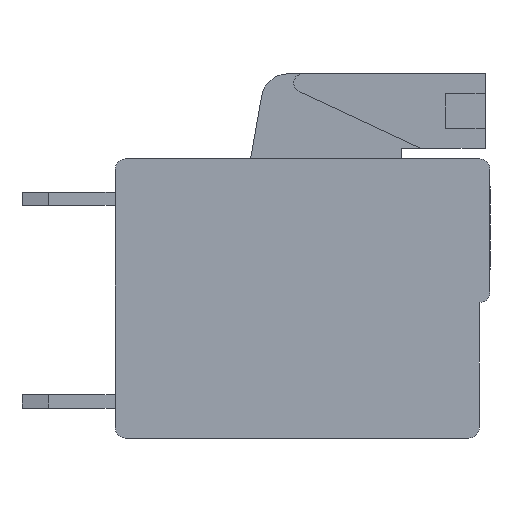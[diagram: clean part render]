
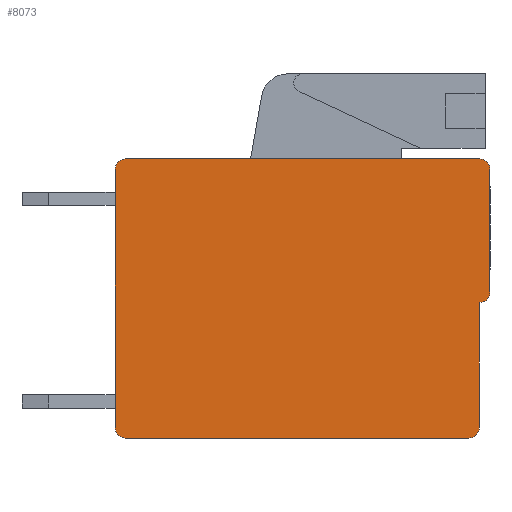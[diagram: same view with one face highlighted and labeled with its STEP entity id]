
A CAD part, front view. The second image highlights one B-rep face of the part: STEP entity #8073.
In plain terms, the highlighted planar face has unit normal (0, -1, 0).
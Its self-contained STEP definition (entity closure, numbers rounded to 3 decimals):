
#191=DIRECTION('',(-1.,0.,0.));
#192=VECTOR('',#191,13.3);
#193=CARTESIAN_POINT('',(13.7,-30.48,
0.));
#194=LINE('',#193,#192);
#1485=DIRECTION('',(0.,0.,1.));
#1486=VECTOR('',#1485,4.6);
#1487=CARTESIAN_POINT('',(14.1,-30.48,-5.));
#1488=LINE('',#1487,#1486);
#1801=DIRECTION('',(0.,0.,1.));
#1802=VECTOR('',#1801,4.7);
#1803=CARTESIAN_POINT('',(13.7,-30.48,-10.1));
#1804=LINE('',#1803,#1802);
#1809=DIRECTION('',(1.,0.,0.));
#1810=VECTOR('',#1809,12.9);
#1811=CARTESIAN_POINT('',(0.4,-30.48,
-10.5));
#1812=LINE('',#1811,#1810);
#2037=DIRECTION('',(0.,0.,-1.));
#2038=VECTOR('',#2037,9.7);
#2039=CARTESIAN_POINT('',(0.,-30.48,
-0.4));
#2040=LINE('',#2039,#2038);
#2721=CARTESIAN_POINT('',(0.4,-30.48,
-10.1));
#2722=DIRECTION('',(0.,1.,0.));
#2723=DIRECTION('',(0.,0.,-1.));
#2724=AXIS2_PLACEMENT_3D('',#2721,#2722,#2723);
#2726=CARTESIAN_POINT('',(0.4,-30.48,
-0.4));
#2727=DIRECTION('',(0.,1.,0.));
#2728=DIRECTION('',(-1.,0.,0.));
#2729=AXIS2_PLACEMENT_3D('',#2726,#2727,#2728);
#2731=CARTESIAN_POINT('',(13.7,-30.48,-0.4));
#2732=DIRECTION('',(0.,1.,0.));
#2733=DIRECTION('',(0.,0.,1.));
#2734=AXIS2_PLACEMENT_3D('',#2731,#2732,#2733);
#2736=CARTESIAN_POINT('',(13.7,-30.48,-5.));
#2737=DIRECTION('',(0.,1.,0.));
#2738=DIRECTION('',(1.,0.,0.));
#2739=AXIS2_PLACEMENT_3D('',#2736,#2737,#2738);
#2741=CARTESIAN_POINT('',(13.3,-30.48,-10.1));
#2742=DIRECTION('',(0.,1.,0.));
#2743=DIRECTION('',(1.,0.,0.));
#2744=AXIS2_PLACEMENT_3D('',#2741,#2742,#2743);
#3775=CARTESIAN_POINT('',(13.7,-30.48,
0.));
#3776=CARTESIAN_POINT('',(0.4,-30.48,
0.));
#3777=VERTEX_POINT('',#3775);
#3778=VERTEX_POINT('',#3776);
#3779=CARTESIAN_POINT('',(0.,-30.48,
-0.4));
#3780=CARTESIAN_POINT('',(0.,-30.48,
-10.1));
#3781=VERTEX_POINT('',#3779);
#3782=VERTEX_POINT('',#3780);
#3799=CARTESIAN_POINT('',(0.4,-30.48,
-10.5));
#3800=VERTEX_POINT('',#3799);
#3801=CARTESIAN_POINT('',(14.1,-30.48,-0.4));
#3802=VERTEX_POINT('',#3801);
#3803=CARTESIAN_POINT('',(14.1,-30.48,-5.));
#3804=VERTEX_POINT('',#3803);
#3805=CARTESIAN_POINT('',(13.7,-30.48,-5.4));
#3806=VERTEX_POINT('',#3805);
#3807=CARTESIAN_POINT('',(13.7,-30.48,-10.1));
#3808=VERTEX_POINT('',#3807);
#3809=CARTESIAN_POINT('',(13.3,-30.48,
-10.5));
#3810=VERTEX_POINT('',#3809);
#8056=CARTESIAN_POINT('',(7.05,-30.48,-5.25));
#8057=DIRECTION('',(0.,1.,0.));
#8058=DIRECTION('',(1.,0.,0.));
#8059=AXIS2_PLACEMENT_3D('',#8056,#8057,#8058);
#8060=PLANE('',#8059);
#8061=ORIENTED_EDGE('',*,*,#6669,.T.);
#8062=ORIENTED_EDGE('',*,*,#6690,.F.);
#8063=ORIENTED_EDGE('',*,*,#8048,.T.);
#8064=ORIENTED_EDGE('',*,*,#4055,.F.);
#8065=ORIENTED_EDGE('',*,*,#5835,.T.);
#8066=ORIENTED_EDGE('',*,*,#5850,.F.);
#8067=ORIENTED_EDGE('',*,*,#6597,.T.);
#8068=ORIENTED_EDGE('',*,*,#6612,.F.);
#8069=ORIENTED_EDGE('',*,*,#6627,.T.);
#8070=ORIENTED_EDGE('',*,*,#6644,.F.);
#8071=EDGE_LOOP('',(#8061,#8062,#8063,#8064,#8065,#8066,#8067,#8068,#8069,
#8070));
#8072=FACE_OUTER_BOUND('',#8071,.F.);
#2725=CIRCLE('',#2724,0.4);
#2730=CIRCLE('',#2729,0.4);
#2735=CIRCLE('',#2734,0.4);
#2740=CIRCLE('',#2739,0.4);
#2745=CIRCLE('',#2744,0.4);
#4055=EDGE_CURVE('',#3777,#3778,#194,.T.);
#5835=EDGE_CURVE('',#3777,#3802,#2735,.T.);
#5850=EDGE_CURVE('',#3804,#3802,#1488,.T.);
#6597=EDGE_CURVE('',#3804,#3806,#2740,.T.);
#6612=EDGE_CURVE('',#3808,#3806,#1804,.T.);
#6627=EDGE_CURVE('',#3808,#3810,#2745,.T.);
#6644=EDGE_CURVE('',#3800,#3810,#1812,.T.);
#6669=EDGE_CURVE('',#3800,#3782,#2725,.T.);
#6690=EDGE_CURVE('',#3781,#3782,#2040,.T.);
#8048=EDGE_CURVE('',#3781,#3778,#2730,.T.);
#8073=ADVANCED_FACE('',(#8072),#8060,.F.);
